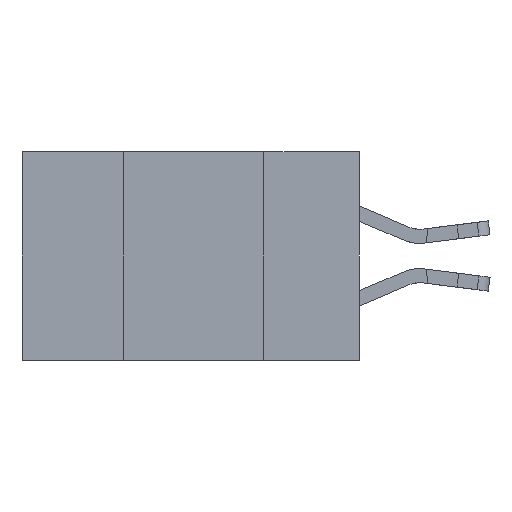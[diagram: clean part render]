
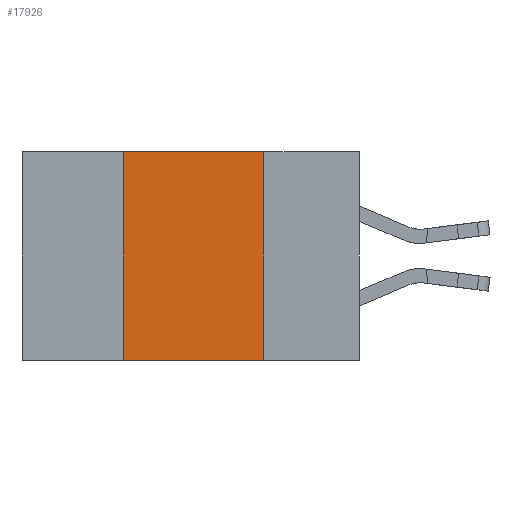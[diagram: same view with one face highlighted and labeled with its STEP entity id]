
A CAD part, left-side view. The second image highlights one B-rep face of the part: STEP entity #17926.
In plain terms, the highlighted planar face has unit normal (-1, 0, 0).
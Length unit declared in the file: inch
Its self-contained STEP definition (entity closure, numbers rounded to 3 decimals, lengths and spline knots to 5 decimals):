
#1137 = DIRECTION ( 'NONE',  ( 0., -1., 0. ) ) ;
#1143 = DIRECTION ( 'NONE',  ( 0., 0., -1. ) ) ;
#1533 = EDGE_CURVE ( 'NONE', #22154, #2924, #17132, .T. ) ;
#2587 = PLANE ( 'NONE',  #19908 ) ;
#2924 = VERTEX_POINT ( 'NONE', #19358 ) ;
#3545 = VECTOR ( 'NONE', #10078, 39.37008 ) ;
#4494 = DIRECTION ( 'NONE',  ( 1., 0., 0. ) ) ;
#6235 = VERTEX_POINT ( 'NONE', #21664 ) ;
#6484 = LINE ( 'NONE', #19375, #3545 ) ;
#7404 = VECTOR ( 'NONE', #8143, 39.37008 ) ;
#8143 = DIRECTION ( 'NONE',  ( 0., 0., 1. ) ) ;
#8215 = CARTESIAN_POINT ( 'NONE',  ( 0., 0.42, 0. ) ) ;
#8732 = EDGE_CURVE ( 'NONE', #22154, #6235, #13732, .T. ) ;
#10078 = DIRECTION ( 'NONE',  ( 0., -1., 0. ) ) ;
#10307 = DIRECTION ( 'NONE',  ( 0., 0., -1. ) ) ;
#10966 = CARTESIAN_POINT ( 'NONE',  ( 0., 0.17, 0. ) ) ;
#12441 = CARTESIAN_POINT ( 'NONE',  ( 0., 0.6, -0.37 ) ) ;
#13533 = ORIENTED_EDGE ( 'NONE', *, *, #15594, .F. ) ;
#13732 = LINE ( 'NONE', #12441, #20195 ) ;
#14679 = CARTESIAN_POINT ( 'NONE',  ( 0., 0.17, 0. ) ) ;
#15594 = EDGE_CURVE ( 'NONE', #22198, #6235, #19228, .T. ) ;
#16094 = FACE_OUTER_BOUND ( 'NONE', #22288, .T. ) ;
#17132 = LINE ( 'NONE', #8215, #7404 ) ;
#17240 = ORIENTED_EDGE ( 'NONE', *, *, #21276, .F. ) ;
#17926 = ADVANCED_FACE ( 'NONE', ( #16094 ), #2587, .F. ) ;
#18784 = ORIENTED_EDGE ( 'NONE', *, *, #8732, .T. ) ;
#19228 = LINE ( 'NONE', #10966, #19823 ) ;
#19358 = CARTESIAN_POINT ( 'NONE',  ( 0., 0.42, 0. ) ) ;
#19375 = CARTESIAN_POINT ( 'NONE',  ( 0., 0.6, 0. ) ) ;
#19687 = CARTESIAN_POINT ( 'NONE',  ( 0., 0.6, 0. ) ) ;
#19823 = VECTOR ( 'NONE', #1143, 39.37008 ) ;
#19908 = AXIS2_PLACEMENT_3D ( 'NONE', #19687, #4494, #10307 ) ;
#20195 = VECTOR ( 'NONE', #1137, 39.37008 ) ;
#20245 = CARTESIAN_POINT ( 'NONE',  ( 0., 0.42, -0.37 ) ) ;
#21276 = EDGE_CURVE ( 'NONE', #2924, #22198, #6484, .T. ) ;
#21664 = CARTESIAN_POINT ( 'NONE',  ( 0., 0.17, -0.37 ) ) ;
#22154 = VERTEX_POINT ( 'NONE', #20245 ) ;
#22198 = VERTEX_POINT ( 'NONE', #14679 ) ;
#22288 = EDGE_LOOP ( 'NONE', ( #13533, #17240, #23953, #18784 ) ) ;
#23953 = ORIENTED_EDGE ( 'NONE', *, *, #1533, .F. ) ;
